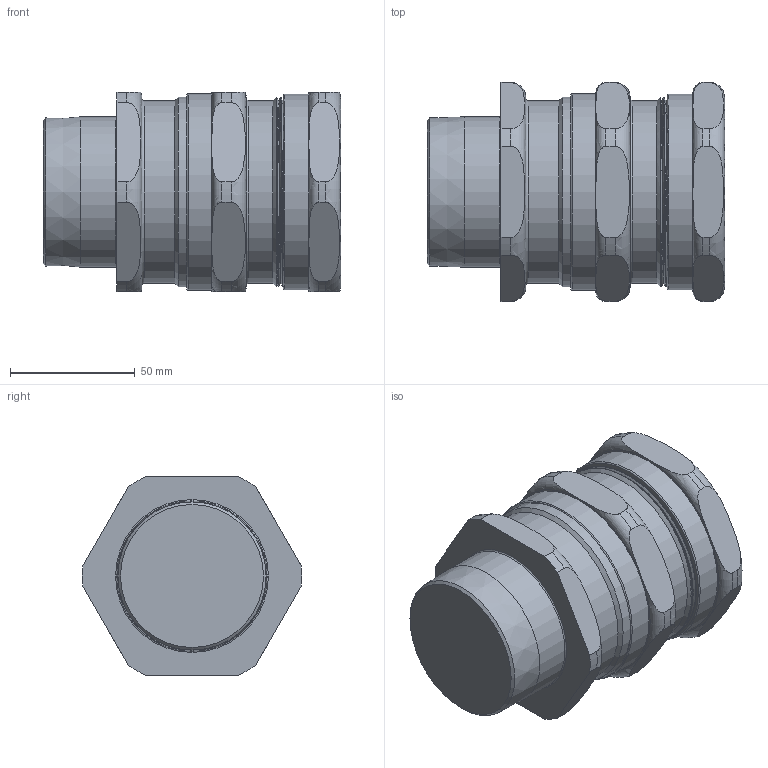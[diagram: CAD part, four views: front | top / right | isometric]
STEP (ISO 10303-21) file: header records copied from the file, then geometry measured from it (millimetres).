
FILE_DESCRIPTION(/* description */ (''),/* implementation_level */ '2;1');
FILE_NAME(/* name */ '123 E_2_NPT.stp',/* time_stamp */ '2021-04-27T16:20:30+06:00',/* author */ ('vinaykumark'),/* organization */ (''),/* preprocessor_version */ 'ST-DEVELOPER v18',/* originating_system */ 'Autodesk Inventor 2020',/* authorisation */ '');
FILE_SCHEMA (('AUTOMOTIVE_DESIGN { 1 0 10303 214 3 1 1 }'));
Length unit declared in the file: inch
Products named in the file (1): 123 E_2_NPT
Bounding box: 119.31 x 87.96 x 80 mm (x, y, z)
Volume: 738717.8 mm3; surface area: 107635.5 mm2
Topology: 8 solids, 8 shells, 285 faces, 789 edges, 525 vertices
Faces by surface type: plane 113, torus 76, cylinder 53, cone 37, bspline 6
Full cylindrical faces by diameter (mm): 56.3 x2, 60.33 x1, 66.45 x2, 67.15 x4, 73 x2, 73.3 x2, 76 x5, 76.2 x1, 78.55 x1, 78.75 x1
Entity records: 13277 total; most frequent: CARTESIAN_POINT 5657, ORIENTED_EDGE 1578, DIRECTION 1547, EDGE_CURVE 789, AXIS2_PLACEMENT_3D 661, VERTEX_POINT 525, CIRCLE 373, EDGE_LOOP 294
